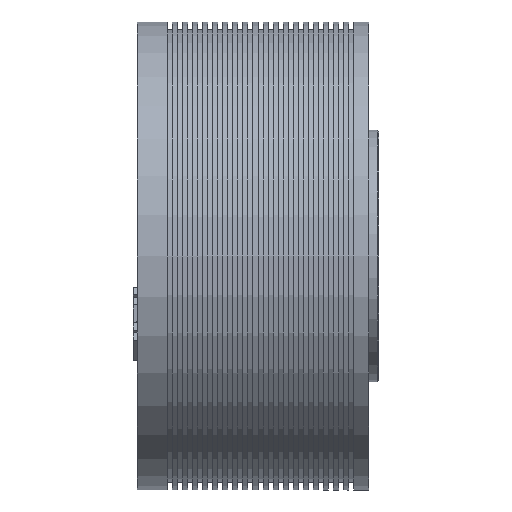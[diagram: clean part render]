
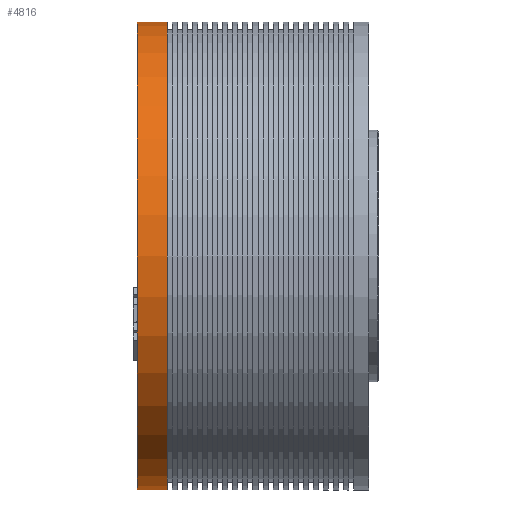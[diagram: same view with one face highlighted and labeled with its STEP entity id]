
A CAD part, front view. The second image highlights one B-rep face of the part: STEP entity #4816.
In plain terms, the highlighted cylindrical face has radius 46.5 mm (diameter 93 mm), a partial arc.
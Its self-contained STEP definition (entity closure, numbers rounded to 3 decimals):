
#1997 = AXIS2_PLACEMENT_3D ( 'NONE', #11627, #16569, #4883 ) ;
#3474 = AXIS2_PLACEMENT_3D ( 'NONE', #17807, #9466, #4306 ) ;
#4226 = EDGE_CURVE ( 'NONE', #4324, #7609, #14624, .T. ) ;
#4306 = DIRECTION ( 'NONE',  ( 0., 0., -1. ) ) ;
#4324 = VERTEX_POINT ( 'NONE', #9372 ) ;
#4475 = DIRECTION ( 'NONE',  ( 1., 0., 0. ) ) ;
#4598 = ORIENTED_EDGE ( 'NONE', *, *, #12516, .F. ) ;
#4816 = ADVANCED_FACE ( 'NONE', ( #11615 ), #17466, .T. ) ;
#4883 = DIRECTION ( 'NONE',  ( 0., 0., -1. ) ) ;
#5868 = CARTESIAN_POINT ( 'NONE',  ( -23.5, 0., -46.5 ) ) ;
#7609 = VERTEX_POINT ( 'NONE', #7966 ) ;
#7966 = CARTESIAN_POINT ( 'NONE',  ( -17.5, 0., -46.5 ) ) ;
#8616 = VERTEX_POINT ( 'NONE', #5868 ) ;
#9372 = CARTESIAN_POINT ( 'NONE',  ( -17.5, 0., 46.5 ) ) ;
#9466 = DIRECTION ( 'NONE',  ( 1., 0., 0. ) ) ;
#9495 = DIRECTION ( 'NONE',  ( 1., 0., 0. ) ) ;
#9506 = VECTOR ( 'NONE', #12687, 1000. ) ;
#9650 = DIRECTION ( 'NONE',  ( 0., 0., -1. ) ) ;
#10270 = CARTESIAN_POINT ( 'NONE',  ( -23.5, 0., 46.5 ) ) ;
#11615 = FACE_OUTER_BOUND ( 'NONE', #17767, .T. ) ;
#11627 = CARTESIAN_POINT ( 'NONE',  ( 46.479, 0., 0. ) ) ;
#12516 = EDGE_CURVE ( 'NONE', #17593, #4324, #14042, .T. ) ;
#12687 = DIRECTION ( 'NONE',  ( 1., 0., 0. ) ) ;
#14042 = LINE ( 'NONE', #14346, #9506 ) ;
#14346 = CARTESIAN_POINT ( 'NONE',  ( 46.479, 0., 46.5 ) ) ;
#14362 = ORIENTED_EDGE ( 'NONE', *, *, #17866, .T. ) ;
#14624 = CIRCLE ( 'NONE', #18917, 46.5 ) ;
#16569 = DIRECTION ( 'NONE',  ( 1., 0., 0. ) ) ;
#17425 = CIRCLE ( 'NONE', #3474, 46.5 ) ;
#17466 = CYLINDRICAL_SURFACE ( 'NONE', #1997, 46.5 ) ;
#17593 = VERTEX_POINT ( 'NONE', #10270 ) ;
#17767 = EDGE_LOOP ( 'NONE', ( #4598, #21188, #14362, #21943 ) ) ;
#17807 = CARTESIAN_POINT ( 'NONE',  ( -23.5, 0., 0. ) ) ;
#17866 = EDGE_CURVE ( 'NONE', #8616, #7609, #18865, .T. ) ;
#18133 = CARTESIAN_POINT ( 'NONE',  ( -17.5, 0., 0. ) ) ;
#18865 = LINE ( 'NONE', #19825, #19652 ) ;
#18917 = AXIS2_PLACEMENT_3D ( 'NONE', #18133, #4475, #9650 ) ;
#19253 = EDGE_CURVE ( 'NONE', #17593, #8616, #17425, .T. ) ;
#19652 = VECTOR ( 'NONE', #9495, 1000. ) ;
#19825 = CARTESIAN_POINT ( 'NONE',  ( 46.479, 0., -46.5 ) ) ;
#21188 = ORIENTED_EDGE ( 'NONE', *, *, #19253, .T. ) ;
#21943 = ORIENTED_EDGE ( 'NONE', *, *, #4226, .F. ) ;
